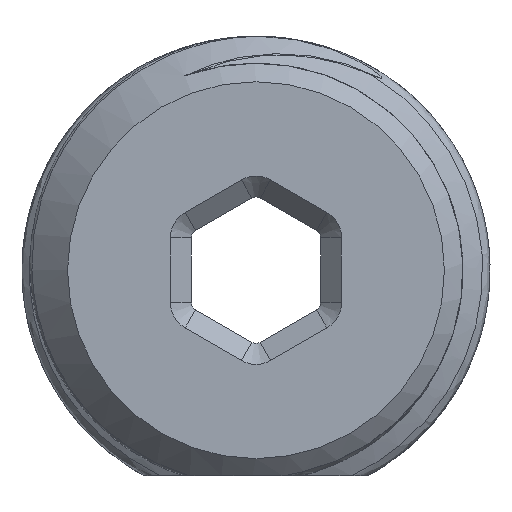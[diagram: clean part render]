
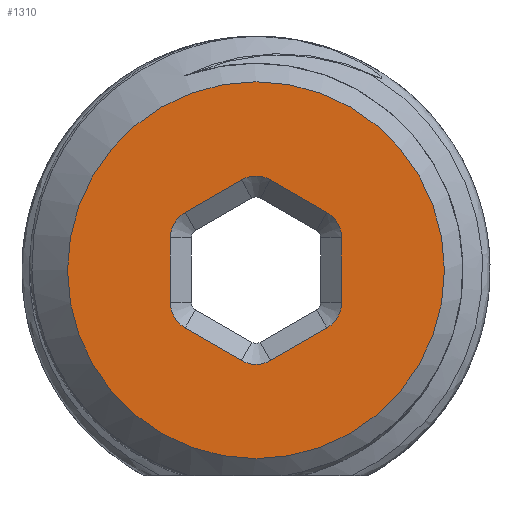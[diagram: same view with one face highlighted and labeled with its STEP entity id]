
A CAD part, left-side view. The second image highlights one B-rep face of the part: STEP entity #1310.
In plain terms, the highlighted planar face has unit normal (-1, 0, 0).
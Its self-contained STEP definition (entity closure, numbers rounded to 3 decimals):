
#44=FACE_BOUND('',#180,.T.);
#69=PLANE('',#1421);
#100=FACE_OUTER_BOUND('',#179,.T.);
#179=EDGE_LOOP('',(#945));
#180=EDGE_LOOP('',(#946,#947,#948,#949,#950,#951,#952,#953,#954,#955,#956,
#957));
#245=CIRCLE('',#1391,1.4);
#247=CIRCLE('',#1395,1.4);
#249=CIRCLE('',#1399,1.4);
#251=CIRCLE('',#1403,1.4);
#253=CIRCLE('',#1407,1.4);
#255=CIRCLE('',#1411,1.4);
#259=CIRCLE('',#1422,9.);
#374=LINE('',#1759,#451);
#379=LINE('',#1773,#456);
#383=LINE('',#1785,#460);
#387=LINE('',#1797,#464);
#391=LINE('',#1809,#468);
#395=LINE('',#1821,#472);
#451=VECTOR('',#1480,10.);
#456=VECTOR('',#1493,10.);
#460=VECTOR('',#1505,10.);
#464=VECTOR('',#1517,10.);
#468=VECTOR('',#1529,10.);
#472=VECTOR('',#1541,10.);
#535=VERTEX_POINT('',#1756);
#536=VERTEX_POINT('',#1758);
#539=VERTEX_POINT('',#1766);
#541=VERTEX_POINT('',#1771);
#543=VERTEX_POINT('',#1778);
#545=VERTEX_POINT('',#1783);
#547=VERTEX_POINT('',#1790);
#549=VERTEX_POINT('',#1795);
#551=VERTEX_POINT('',#1802);
#553=VERTEX_POINT('',#1807);
#555=VERTEX_POINT('',#1814);
#557=VERTEX_POINT('',#1819);
#565=VERTEX_POINT('',#1853);
#666=EDGE_CURVE('',#535,#536,#374,.T.);
#671=EDGE_CURVE('',#539,#535,#245,.T.);
#673=EDGE_CURVE('',#541,#539,#379,.T.);
#677=EDGE_CURVE('',#543,#541,#247,.T.);
#679=EDGE_CURVE('',#545,#543,#383,.T.);
#683=EDGE_CURVE('',#547,#545,#249,.T.);
#685=EDGE_CURVE('',#549,#547,#387,.T.);
#689=EDGE_CURVE('',#551,#549,#251,.T.);
#691=EDGE_CURVE('',#553,#551,#391,.T.);
#695=EDGE_CURVE('',#555,#553,#253,.T.);
#697=EDGE_CURVE('',#557,#555,#395,.T.);
#700=EDGE_CURVE('',#536,#557,#255,.T.);
#714=EDGE_CURVE('',#565,#565,#259,.T.);
#945=ORIENTED_EDGE('',*,*,#714,.T.);
#946=ORIENTED_EDGE('',*,*,#666,.F.);
#947=ORIENTED_EDGE('',*,*,#671,.F.);
#948=ORIENTED_EDGE('',*,*,#673,.F.);
#949=ORIENTED_EDGE('',*,*,#677,.F.);
#950=ORIENTED_EDGE('',*,*,#679,.F.);
#951=ORIENTED_EDGE('',*,*,#683,.F.);
#952=ORIENTED_EDGE('',*,*,#685,.F.);
#953=ORIENTED_EDGE('',*,*,#689,.F.);
#954=ORIENTED_EDGE('',*,*,#691,.F.);
#955=ORIENTED_EDGE('',*,*,#695,.F.);
#956=ORIENTED_EDGE('',*,*,#697,.F.);
#957=ORIENTED_EDGE('',*,*,#700,.F.);
#1310=ADVANCED_FACE('',(#100,#44),#69,.T.);
#1391=AXIS2_PLACEMENT_3D('',#1768,#1488,#1489);
#1395=AXIS2_PLACEMENT_3D('',#1780,#1500,#1501);
#1399=AXIS2_PLACEMENT_3D('',#1792,#1512,#1513);
#1403=AXIS2_PLACEMENT_3D('',#1804,#1524,#1525);
#1407=AXIS2_PLACEMENT_3D('',#1816,#1536,#1537);
#1411=AXIS2_PLACEMENT_3D('',#1825,#1547,#1548);
#1421=AXIS2_PLACEMENT_3D('',#1852,#1577,#1578);
#1422=AXIS2_PLACEMENT_3D('',#1854,#1579,#1580);
#1480=DIRECTION('',(0.,0.866,0.5));
#1488=DIRECTION('center_axis',(-1.,0.,0.));
#1489=DIRECTION('ref_axis',(0.,-0.866,0.5));
#1493=DIRECTION('',(0.,0.,1.));
#1500=DIRECTION('center_axis',(-1.,0.,0.));
#1501=DIRECTION('ref_axis',(0.,-0.866,-0.5));
#1505=DIRECTION('',(0.,-0.866,0.5));
#1512=DIRECTION('center_axis',(-1.,0.,0.));
#1513=DIRECTION('ref_axis',(0.,0.,-1.));
#1517=DIRECTION('',(0.,-0.866,-0.5));
#1524=DIRECTION('center_axis',(-1.,0.,0.));
#1525=DIRECTION('ref_axis',(0.,0.866,-0.5));
#1529=DIRECTION('',(0.,0.,-1.));
#1536=DIRECTION('center_axis',(-1.,0.,0.));
#1537=DIRECTION('ref_axis',(0.,0.866,0.5));
#1541=DIRECTION('',(0.,0.866,-0.5));
#1547=DIRECTION('center_axis',(-1.,0.,0.));
#1548=DIRECTION('ref_axis',(0.,0.,1.));
#1577=DIRECTION('center_axis',(-1.,0.,0.));
#1578=DIRECTION('ref_axis',(0.,0.,1.));
#1579=DIRECTION('center_axis',(-1.,0.,0.));
#1580=DIRECTION('ref_axis',(0.,-1.,0.));
#1756=CARTESIAN_POINT('',(40.5,-54.383,2.761));
#1758=CARTESIAN_POINT('',(40.5,-51.7,4.311));
#1759=CARTESIAN_POINT('',(40.5,-53.695,3.159));
#1766=CARTESIAN_POINT('',(40.5,-55.083,1.549));
#1768=CARTESIAN_POINT('Origin',(40.5,-53.683,1.549));
#1771=CARTESIAN_POINT('',(40.5,-55.083,-1.549));
#1773=CARTESIAN_POINT('',(40.5,-55.083,-0.659));
#1778=CARTESIAN_POINT('',(40.5,-54.383,-2.761));
#1780=CARTESIAN_POINT('Origin',(40.5,-53.683,-1.549));
#1783=CARTESIAN_POINT('',(40.5,-51.7,-4.311));
#1785=CARTESIAN_POINT('',(40.5,-52.354,-3.933));
#1790=CARTESIAN_POINT('',(40.5,-50.3,-4.311));
#1792=CARTESIAN_POINT('Origin',(40.5,-51.,-3.098));
#1795=CARTESIAN_POINT('',(40.5,-47.617,-2.761));
#1797=CARTESIAN_POINT('',(40.5,-48.071,-3.023));
#1802=CARTESIAN_POINT('',(40.5,-46.917,-1.549));
#1804=CARTESIAN_POINT('Origin',(40.5,-48.317,-1.549));
#1807=CARTESIAN_POINT('',(40.5,-46.917,1.549));
#1809=CARTESIAN_POINT('',(40.5,-46.917,1.121));
#1814=CARTESIAN_POINT('',(40.5,-47.617,2.761));
#1816=CARTESIAN_POINT('Origin',(40.5,-48.317,1.549));
#1819=CARTESIAN_POINT('',(40.5,-50.3,4.311));
#1821=CARTESIAN_POINT('',(40.5,-49.812,4.029));
#1825=CARTESIAN_POINT('Origin',(40.5,-51.,3.098));
#1852=CARTESIAN_POINT('Origin',(40.5,-50.954,0.462));
#1853=CARTESIAN_POINT('',(40.5,-42.,0.));
#1854=CARTESIAN_POINT('Origin',(40.5,-51.,0.));
